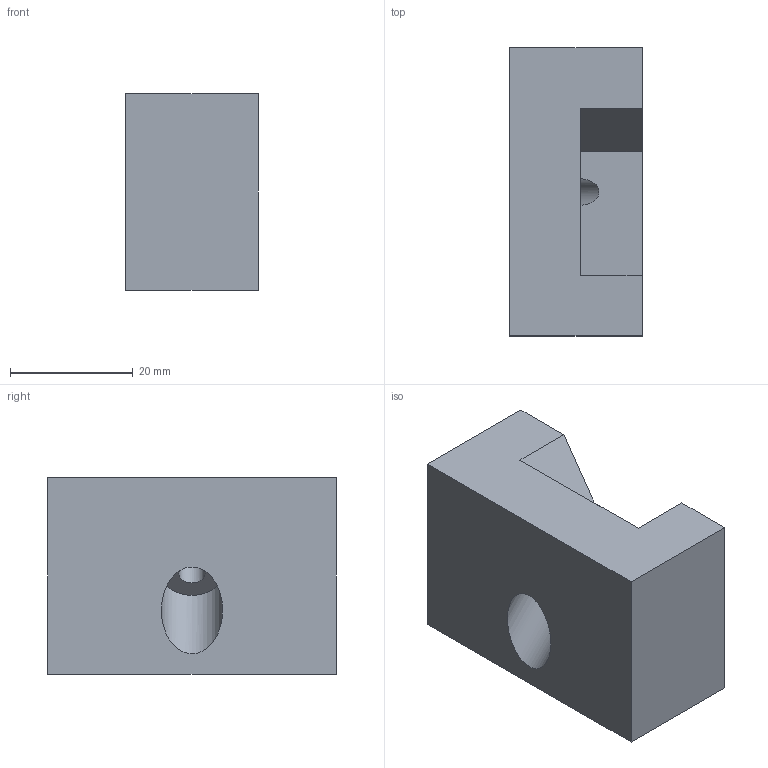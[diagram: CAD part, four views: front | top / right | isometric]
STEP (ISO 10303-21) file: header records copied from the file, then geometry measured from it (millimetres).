
FILE_DESCRIPTION(('FreeCAD Model'),'2;1');
FILE_NAME('Open CASCADE Shape Model','2025-01-06T15:06:55',(''),(''), 'Open CASCADE STEP processor 7.6','FreeCAD','Unknown');
FILE_SCHEMA(('AUTOMOTIVE_DESIGN { 1 0 10303 214 1 1 1 1 }'));
Length unit declared in the file: millimetre
Products named in the file (1): TestingAdapter
Bounding box: 21.6 x 47 x 32 mm (x, y, z)
Volume: 29265.3 mm3; surface area: 6901.9 mm2
Topology: 1 solids, 1 shells, 15 faces, 38 edges, 25 vertices
Faces by surface type: plane 12, cylinder 3
Full cylindrical faces by diameter (mm): 4.3 x1, 10 x1
Entity records: 1020 total; most frequent: CARTESIAN_POINT 218, DIRECTION 146, LINE 93, VECTOR 93, ORIENTED_EDGE 76, PCURVE 76, DEFINITIONAL_REPRESENTATION 76, EDGE_CURVE 38
